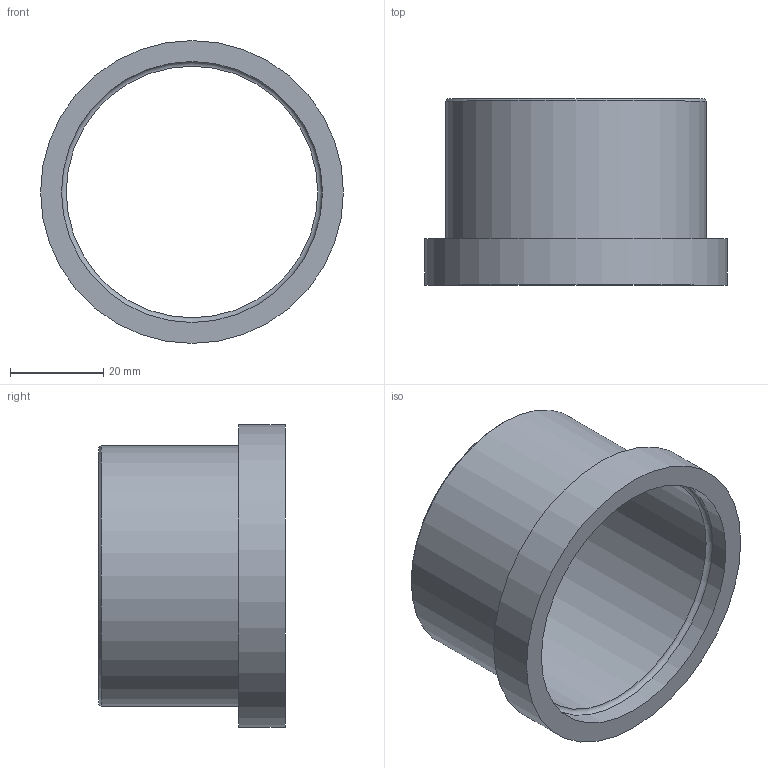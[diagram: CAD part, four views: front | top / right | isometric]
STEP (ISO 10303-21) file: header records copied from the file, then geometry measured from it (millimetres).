
FILE_DESCRIPTION(/* description */ (''),/* implementation_level */ '2;1');
FILE_NAME(/* name */ '0.5Offset v3.step',/* time_stamp */ '2023-09-28T22:45:46-04:00',/* author */ (''),/* organization */ (''),/* preprocessor_version */ 'ST-DEVELOPER v20',/* originating_system */ 'Autodesk Translation Framework v12.14.0.127',/* authorisation */ '');
FILE_SCHEMA (('AUTOMOTIVE_DESIGN { 1 0 10303 214 3 1 1 }'));
Length unit declared in the file: millimetre
Products named in the file (1): 0.5Offset
Bounding box: 65 x 40 x 65 mm (x, y, z)
Volume: 14616.1 mm3; surface area: 16065.5 mm2
Topology: 1 solids, 1 shells, 9 faces, 17 edges, 11 vertices
Faces by surface type: cylinder 4, plane 3, cone 1, torus 1
Full cylindrical faces by diameter (mm): 54 x1, 56 x2, 65 x1
Entity records: 272 total; most frequent: DIRECTION 49, CARTESIAN_POINT 38, ORIENTED_EDGE 34, AXIS2_PLACEMENT_3D 22, EDGE_CURVE 17, EDGE_LOOP 12, CIRCLE 12, VERTEX_POINT 11
